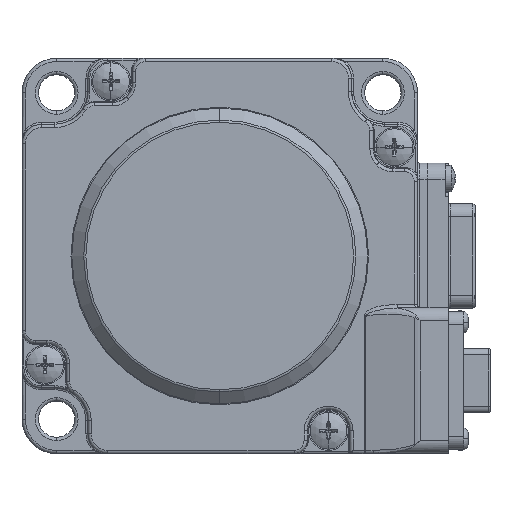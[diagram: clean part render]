
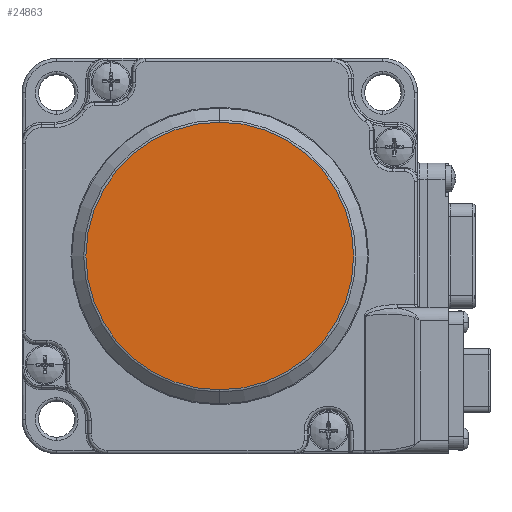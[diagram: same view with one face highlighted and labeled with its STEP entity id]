
A CAD part, front view. The second image highlights one B-rep face of the part: STEP entity #24863.
In plain terms, the highlighted planar face has unit normal (0, -1, 0).
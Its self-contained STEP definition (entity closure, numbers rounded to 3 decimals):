
#116 = EDGE_LOOP ( 'NONE', ( #22642, #508 ) ) ;
#508 = ORIENTED_EDGE ( 'NONE', *, *, #9545, .T. ) ;
#1981 = DIRECTION ( 'NONE',  ( 0., 0., -1. ) ) ;
#3306 = DIRECTION ( 'NONE',  ( 0., 0., -1. ) ) ;
#3461 = CARTESIAN_POINT ( 'NONE',  ( -67.412, -48.546, 0. ) ) ;
#4101 = DIRECTION ( 'NONE',  ( 0., -1., 0. ) ) ;
#7424 = CARTESIAN_POINT ( 'NONE',  ( -67.412, -48.546, 20.308 ) ) ;
#8189 = VERTEX_POINT ( 'NONE', #7424 ) ;
#9545 = EDGE_CURVE ( 'NONE', #8189, #11448, #20549, .T. ) ;
#11448 = VERTEX_POINT ( 'NONE', #12930 ) ;
#12930 = CARTESIAN_POINT ( 'NONE',  ( -67.412, -48.546, -20.308 ) ) ;
#13502 = FACE_OUTER_BOUND ( 'NONE', #116, .T. ) ;
#13826 = CARTESIAN_POINT ( 'NONE',  ( -67.412, -48.546, 0. ) ) ;
#13981 = PLANE ( 'NONE',  #21544 ) ;
#17534 = EDGE_CURVE ( 'NONE', #11448, #8189, #20333, .T. ) ;
#20333 = CIRCLE ( 'NONE', #24822, 20.308 ) ;
#20549 = CIRCLE ( 'NONE', #30537, 20.308 ) ;
#21544 = AXIS2_PLACEMENT_3D ( 'NONE', #13826, #23373, #1981 ) ;
#22642 = ORIENTED_EDGE ( 'NONE', *, *, #17534, .T. ) ;
#22983 = DIRECTION ( 'NONE',  ( 0., -1., 0. ) ) ;
#23373 = DIRECTION ( 'NONE',  ( 0., -1., 0. ) ) ;
#24822 = AXIS2_PLACEMENT_3D ( 'NONE', #3461, #22983, #3306 ) ;
#24863 = ADVANCED_FACE ( 'NONE', ( #13502 ), #13981, .T. ) ;
#29713 = DIRECTION ( 'NONE',  ( 0., 0., -1. ) ) ;
#30182 = CARTESIAN_POINT ( 'NONE',  ( -67.412, -48.546, 0. ) ) ;
#30537 = AXIS2_PLACEMENT_3D ( 'NONE', #30182, #4101, #29713 ) ;
